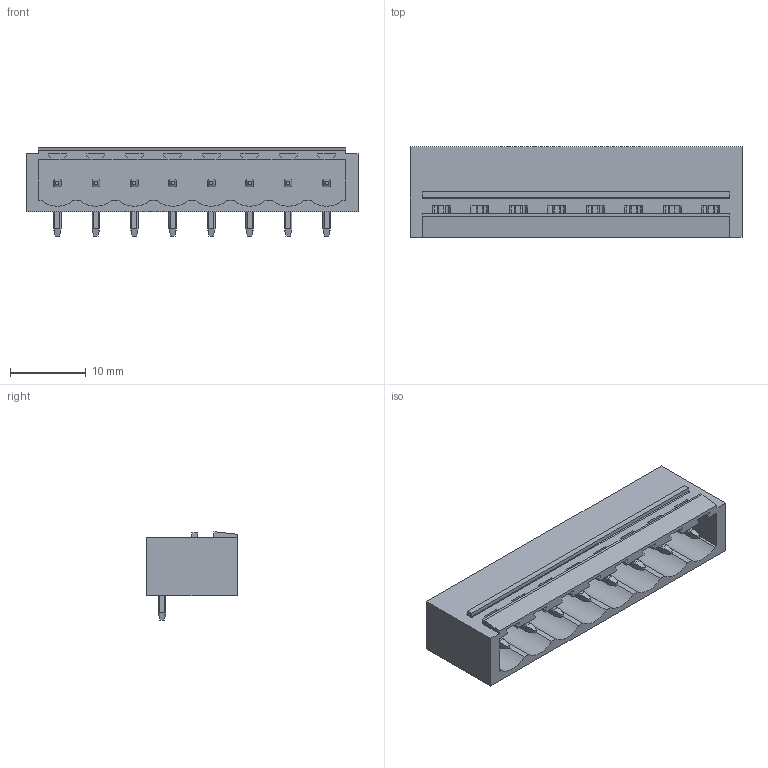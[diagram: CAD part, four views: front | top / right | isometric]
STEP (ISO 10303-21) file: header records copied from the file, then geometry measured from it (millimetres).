
FILE_DESCRIPTION(('CATIA V5 STEP Exchange','CAx-IF Rec.Pracs.--- Model Styling and Organization---1.2---2011-12-15'),'2;1');
FILE_NAME ('D1449053_0', '2018-10-25T10:16:40+00:00', ('none'), ('Weidmueller'), 'CATIA Version 5-6 Release 2014', 'CATIA V5 STEP AP214', 'none');
FILE_SCHEMA(('AUTOMOTIVE_DESIGN { 1 0 10303 214 1 1 1 1 }'));
Length unit declared in the file: millimetre
Products named in the file (1): 1147450000
Bounding box: 43.84 x 12 x 11.63 mm (x, y, z)
Volume: 2146.4 mm3; surface area: 3452.6 mm2
Topology: 9 solids, 9 shells, 407 faces, 1129 edges, 726 vertices
Faces by surface type: plane 269, cylinder 138
Entity records: 11806 total; most frequent: CARTESIAN_POINT 2681, ORIENTED_EDGE 2258, DIRECTION 1293, EDGE_CURVE 1123, VECTOR 787, LINE 787, VERTEX_POINT 718, EDGE_LOOP 425
